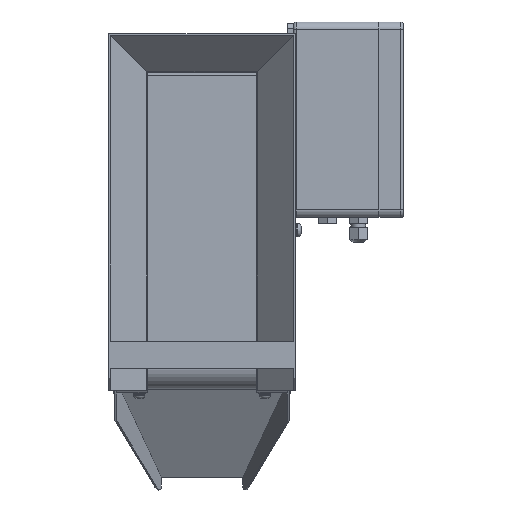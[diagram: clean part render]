
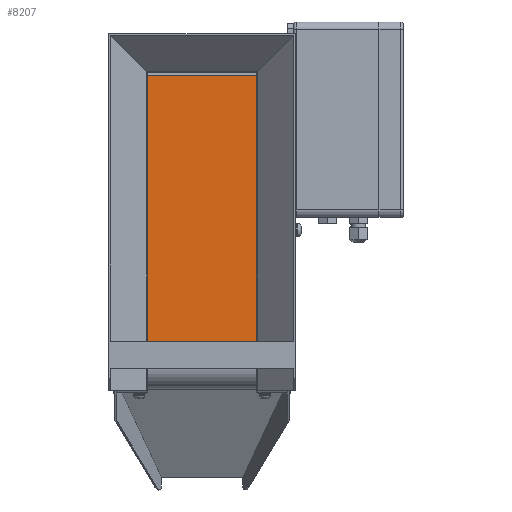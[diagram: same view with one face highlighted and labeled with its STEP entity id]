
A CAD part, top view. The second image highlights one B-rep face of the part: STEP entity #8207.
In plain terms, the highlighted planar face has unit normal (0, 0, 1).
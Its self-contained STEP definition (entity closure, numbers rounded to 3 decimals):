
#1279=LINE('',#13451,#1969);
#1280=LINE('',#13453,#1970);
#1281=LINE('',#13455,#1971);
#1282=LINE('',#13457,#1972);
#1969=VECTOR('',#10957,1000.);
#1970=VECTOR('',#10960,1000.);
#1971=VECTOR('',#10961,1000.);
#1972=VECTOR('',#10962,1000.);
#3678=ORIENTED_EDGE('',*,*,#5013,.F.);
#3679=ORIENTED_EDGE('',*,*,#5012,.F.);
#3680=ORIENTED_EDGE('',*,*,#5014,.T.);
#3681=ORIENTED_EDGE('',*,*,#5015,.T.);
#5012=EDGE_CURVE('',#5832,#5830,#1279,.T.);
#5013=EDGE_CURVE('',#5830,#5833,#1280,.T.);
#5014=EDGE_CURVE('',#5832,#5834,#1281,.T.);
#5015=EDGE_CURVE('',#5834,#5833,#1282,.T.);
#5830=VERTEX_POINT('',#13446);
#5832=VERTEX_POINT('',#13450);
#5833=VERTEX_POINT('',#13454);
#5834=VERTEX_POINT('',#13456);
#6799=EDGE_LOOP('',(#3678,#3679,#3680,#3681));
#7423=FACE_BOUND('',#6799,.T.);
#7791=PLANE('',#9051);
#8207=ADVANCED_FACE('',(#7423),#7791,.T.);
#9051=AXIS2_PLACEMENT_3D('',#13452,#10958,#10959);
#10957=DIRECTION('',(-1.,0.,0.));
#10958=DIRECTION('',(0.,0.,1.));
#10959=DIRECTION('',(0.,-1.,0.));
#10960=DIRECTION('',(0.,1.,0.));
#10961=DIRECTION('',(0.,1.,0.));
#10962=DIRECTION('',(-1.,0.,0.));
#13446=CARTESIAN_POINT('',(-45.,0.,19.));
#13450=CARTESIAN_POINT('',(45.,0.,19.));
#13451=CARTESIAN_POINT('',(45.,0.,19.));
#13452=CARTESIAN_POINT('',(45.,0.,19.));
#13453=CARTESIAN_POINT('',(-45.,0.,19.));
#13454=CARTESIAN_POINT('',(-45.,238.,19.));
#13455=CARTESIAN_POINT('',(45.,0.,19.));
#13456=CARTESIAN_POINT('',(45.,238.,19.));
#13457=CARTESIAN_POINT('',(45.,238.,19.));
